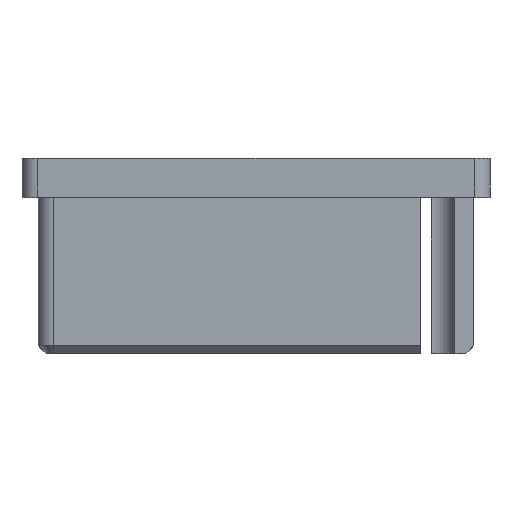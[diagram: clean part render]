
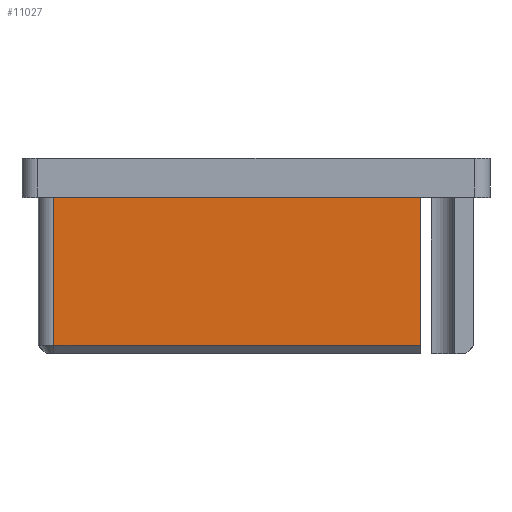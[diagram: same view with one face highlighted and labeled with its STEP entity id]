
A CAD part, top view. The second image highlights one B-rep face of the part: STEP entity #11027.
In plain terms, the highlighted planar face has unit normal (0, 0, 1).
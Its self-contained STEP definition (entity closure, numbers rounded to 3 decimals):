
#470 = ORIENTED_EDGE ( 'NONE', *, *, #15280, .T. ) ;
#1654 = CARTESIAN_POINT ( 'NONE',  ( -25.9, 0., 17.9 ) ) ;
#1894 = VERTEX_POINT ( 'NONE', #6790 ) ;
#2286 = ORIENTED_EDGE ( 'NONE', *, *, #15510, .T. ) ;
#3229 = LINE ( 'NONE', #13349, #13070 ) ;
#3445 = EDGE_CURVE ( 'NONE', #6578, #7384, #16720, .T. ) ;
#4410 = CARTESIAN_POINT ( 'NONE',  ( -27.9, -20., 17.9 ) ) ;
#4527 = DIRECTION ( 'NONE',  ( 0., 0., -1. ) ) ;
#4592 = EDGE_LOOP ( 'NONE', ( #2286, #7739, #470, #6912 ) ) ;
#4594 = DIRECTION ( 'NONE',  ( 0., -1., 0. ) ) ;
#5270 = VECTOR ( 'NONE', #9248, 1000. ) ;
#5279 = LINE ( 'NONE', #13434, #8876 ) ;
#6578 = VERTEX_POINT ( 'NONE', #13000 ) ;
#6790 = CARTESIAN_POINT ( 'NONE',  ( 21.1, 0., 17.9 ) ) ;
#6911 = CARTESIAN_POINT ( 'NONE',  ( 21.1, -19., 17.9 ) ) ;
#6912 = ORIENTED_EDGE ( 'NONE', *, *, #16059, .T. ) ;
#7384 = VERTEX_POINT ( 'NONE', #6911 ) ;
#7431 = VERTEX_POINT ( 'NONE', #1654 ) ;
#7739 = ORIENTED_EDGE ( 'NONE', *, *, #3445, .T. ) ;
#8274 = PLANE ( 'NONE',  #14329 ) ;
#8321 = DIRECTION ( 'NONE',  ( 0., 1., 0. ) ) ;
#8594 = CARTESIAN_POINT ( 'NONE',  ( -27.9, 0., 17.9 ) ) ;
#8876 = VECTOR ( 'NONE', #4594, 1000. ) ;
#9248 = DIRECTION ( 'NONE',  ( 1., 0., 0. ) ) ;
#10857 = DIRECTION ( 'NONE',  ( -1., 0., 0. ) ) ;
#11027 = ADVANCED_FACE ( 'NONE', ( #13548 ), #8274, .F. ) ;
#11674 = VECTOR ( 'NONE', #13735, 1000. ) ;
#13000 = CARTESIAN_POINT ( 'NONE',  ( -25.9, -19., 17.9 ) ) ;
#13070 = VECTOR ( 'NONE', #8321, 1000. ) ;
#13349 = CARTESIAN_POINT ( 'NONE',  ( 21.1, -20., 17.9 ) ) ;
#13434 = CARTESIAN_POINT ( 'NONE',  ( -25.9, -20., 17.9 ) ) ;
#13548 = FACE_OUTER_BOUND ( 'NONE', #4592, .T. ) ;
#13667 = LINE ( 'NONE', #8594, #11674 ) ;
#13735 = DIRECTION ( 'NONE',  ( -1., 0., 0. ) ) ;
#14329 = AXIS2_PLACEMENT_3D ( 'NONE', #4410, #4527, #10857 ) ;
#14456 = CARTESIAN_POINT ( 'NONE',  ( 21.1, -19., 17.9 ) ) ;
#15280 = EDGE_CURVE ( 'NONE', #7384, #1894, #3229, .T. ) ;
#15510 = EDGE_CURVE ( 'NONE', #7431, #6578, #5279, .T. ) ;
#16059 = EDGE_CURVE ( 'NONE', #1894, #7431, #13667, .T. ) ;
#16720 = LINE ( 'NONE', #14456, #5270 ) ;
